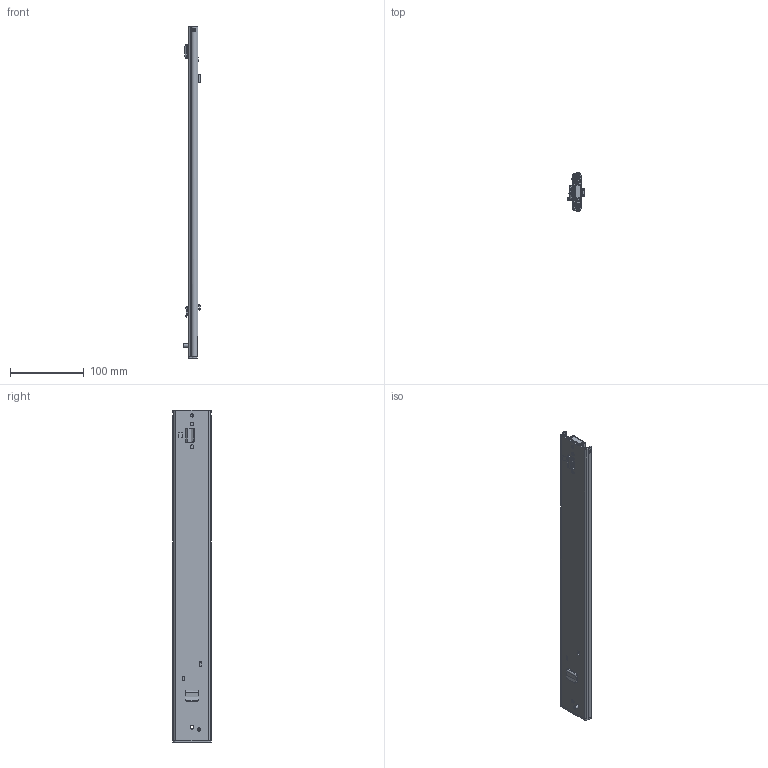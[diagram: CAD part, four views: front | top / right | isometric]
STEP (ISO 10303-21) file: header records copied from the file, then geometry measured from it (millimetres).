
FILE_DESCRIPTION (( 'STEP AP214' ), '1' );
FILE_NAME ('FR_5210_SMT.0450mm_18_inch_0,9_ECD_closed_left.STEP', '2022-10-26T04:40:58', ( '' ), ( '' ), 'SwSTEP 2.0', 'SolidWorks 2020', '' );
FILE_SCHEMA (( 'AUTOMOTIVE_DESIGN' ));
Length unit declared in the file: millimetre
Products named in the file (20): FR_5210_SMT.0450mm_18_inch_0,9_ECD_closed_left; 5210 RIVET_5210 Middle Profile Rivet; 5210 ECD Rivet; 5210 ECD_5210 ECD Air Closed; 5210.XXX-03.T106_NL  450; ECD Damper Rod; FR5210 ECD SLIDER; 5210.XXX-02.T106_NL  450; 5210.XXX-01.T106_NL  450; 5210 ECD Damper Cylinder_5210 Air ECD Damper; FR5210 TRIGGER; 5210.XXX-01.T106_NL  450 AIR CLOSED; 5210 RIVET_5210 Trigger Rivet; FR5210 MIDDLE STOP; FR5210 ECD CATCH; FR5210 ECD Base; 5210 RIVET_5210 ECD rivet; 5210 ECD Damper_5210 ECD Air Closed
Assembly tree (19 placements, depth 5):
  FR_5210_SMT.0450mm_18_inch_0,9_ECD_closed_left
    5210.XXX-01.T106_NL  450 AIR CLOSED
      5210.XXX-01.T106_NL  450
      5210 ECD_5210 ECD Air Closed
        FR5210 ECD Base
        FR5210 ECD SLIDER
        5210 ECD Damper_5210 ECD Air Closed
          5210 ECD Damper Cylinder_5210 Air ECD Damper
          ECD Damper Rod
      5210 ECD Rivet
    5210.XXX-03.T106_NL  450
      5210.XXX-03.T106_NL  450
      FR5210 TRIGGER
      FR5210 ECD CATCH
      5210 RIVET_5210 Trigger Rivet
      5210 RIVET_5210 ECD rivet
    5210.XXX-02.T106_NL  450
      5210.XXX-02.T106_NL  450
      FR5210 MIDDLE STOP
      5210 RIVET_5210 Middle Profile Rivet
Bounding box: 23.05 x 51.9 x 450 mm (x, y, z)
Volume: 140521.7 mm3; surface area: 166409.1 mm2
Topology: 16 solids, 16 shells, 1242 faces, 3268 edges, 2036 vertices
Faces by surface type: plane 634, cylinder 481, torus 60, bspline 59, cone 8
Entity records: 41307 total; most frequent: CARTESIAN_POINT 10271, ORIENTED_EDGE 6502, DIRECTION 6217, EDGE_CURVE 3251, AXIS2_PLACEMENT_3D 2133, VERTEX_POINT 2036, VECTOR 1951, LINE 1951
